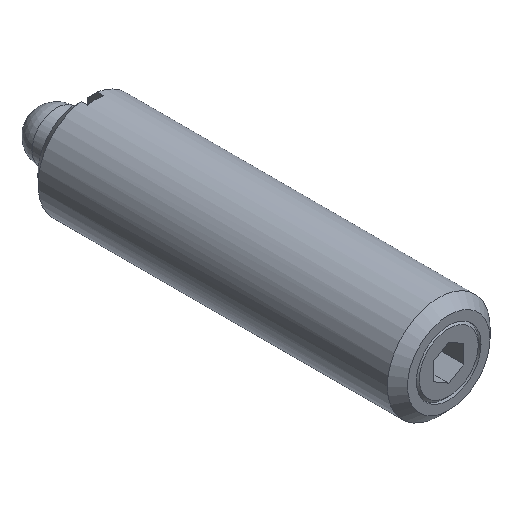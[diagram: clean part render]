
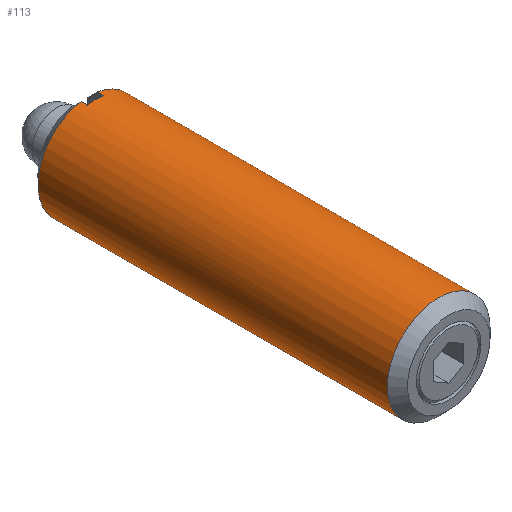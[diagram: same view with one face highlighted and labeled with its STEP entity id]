
A CAD part, isometric view. The second image highlights one B-rep face of the part: STEP entity #113.
In plain terms, the highlighted cylindrical face has radius 2.5 mm (diameter 5 mm), a full revolution.
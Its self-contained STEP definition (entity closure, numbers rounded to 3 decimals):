
#113 = ADVANCED_FACE( '', ( #266, #267 ), #268, .T. );
#266 = FACE_OUTER_BOUND( '', #462, .T. );
#267 = FACE_OUTER_BOUND( '', #463, .T. );
#268 = CYLINDRICAL_SURFACE( '', #464, 2.5 );
#462 = EDGE_LOOP( '', ( #714 ) );
#463 = EDGE_LOOP( '', ( #715, #716, #717, #718, #719, #720, #721, #722, #723, #724, #725, #726, #727, #728, #729, #730 ) );
#464 = AXIS2_PLACEMENT_3D( '', #731, #732, #733 );
#714 = ORIENTED_EDGE( '', *, *, #1104, .F. );
#715 = ORIENTED_EDGE( '', *, *, #1100, .F. );
#716 = ORIENTED_EDGE( '', *, *, #1143, .T. );
#717 = ORIENTED_EDGE( '', *, *, #1144, .T. );
#718 = ORIENTED_EDGE( '', *, *, #1145, .T. );
#719 = ORIENTED_EDGE( '', *, *, #1106, .T. );
#720 = ORIENTED_EDGE( '', *, *, #1146, .F. );
#721 = ORIENTED_EDGE( '', *, *, #1147, .F. );
#722 = ORIENTED_EDGE( '', *, *, #1120, .F. );
#723 = ORIENTED_EDGE( '', *, *, #1148, .T. );
#724 = ORIENTED_EDGE( '', *, *, #1149, .F. );
#725 = ORIENTED_EDGE( '', *, *, #1150, .F. );
#726 = ORIENTED_EDGE( '', *, *, #1151, .F. );
#727 = ORIENTED_EDGE( '', *, *, #1152, .T. );
#728 = ORIENTED_EDGE( '', *, *, #1153, .F. );
#729 = ORIENTED_EDGE( '', *, *, #1154, .F. );
#730 = ORIENTED_EDGE( '', *, *, #1155, .F. );
#731 = CARTESIAN_POINT( '', ( 0., 0., 0. ) );
#732 = DIRECTION( '', ( 0., 1., 0. ) );
#733 = DIRECTION( '', ( 0., 0., -1. ) );
#1100 = EDGE_CURVE( '', #1298, #1300, #1301, .T. );
#1104 = EDGE_CURVE( '', #1306, #1306, #1307, .T. );
#1106 = EDGE_CURVE( '', #1309, #1310, #1311, .T. );
#1120 = EDGE_CURVE( '', #1333, #1335, #1336, .T. );
#1143 = EDGE_CURVE( '', #1298, #1374, #1375, .F. );
#1144 = EDGE_CURVE( '', #1374, #1376, #1377, .F. );
#1145 = EDGE_CURVE( '', #1376, #1309, #1378, .F. );
#1146 = EDGE_CURVE( '', #1379, #1310, #1380, .F. );
#1147 = EDGE_CURVE( '', #1335, #1379, #1381, .T. );
#1148 = EDGE_CURVE( '', #1333, #1382, #1383, .T. );
#1149 = EDGE_CURVE( '', #1384, #1382, #1385, .F. );
#1150 = EDGE_CURVE( '', #1386, #1384, #1387, .T. );
#1151 = EDGE_CURVE( '', #1388, #1386, #1389, .T. );
#1152 = EDGE_CURVE( '', #1388, #1390, #1391, .T. );
#1153 = EDGE_CURVE( '', #1392, #1390, #1393, .F. );
#1154 = EDGE_CURVE( '', #1394, #1392, #1395, .F. );
#1155 = EDGE_CURVE( '', #1300, #1394, #1396, .F. );
#1298 = VERTEX_POINT( '', #1625 );
#1300 = VERTEX_POINT( '', #1628 );
#1301 = CIRCLE( '', #1629, 2.5 );
#1306 = VERTEX_POINT( '', #1635 );
#1307 = CIRCLE( '', #1636, 2.5 );
#1309 = VERTEX_POINT( '', #1638 );
#1310 = VERTEX_POINT( '', #1639 );
#1311 = CIRCLE( '', #1640, 2.5 );
#1333 = VERTEX_POINT( '', #1722 );
#1335 = VERTEX_POINT( '', #1727 );
#1336 = LINE( '', #1728, #1729 );
#1374 = VERTEX_POINT( '', #1791 );
#1375 = LINE( '', #1792, #1793 );
#1376 = VERTEX_POINT( '', #1794 );
#1377 = LINE( '', #1795, #1796 );
#1378 = LINE( '', #1797, #1798 );
#1379 = VERTEX_POINT( '', #1799 );
#1380 = LINE( '', #1800, #1801 );
#1381 = CIRCLE( '', #1802, 2.5 );
#1382 = VERTEX_POINT( '', #1803 );
#1383 = CIRCLE( '', #1804, 2.5 );
#1384 = VERTEX_POINT( '', #1805 );
#1385 = LINE( '', #1806, #1807 );
#1386 = VERTEX_POINT( '', #1808 );
#1387 = CIRCLE( '', #1809, 2.5 );
#1388 = VERTEX_POINT( '', #1810 );
#1389 = LINE( '', #1811, #1812 );
#1390 = VERTEX_POINT( '', #1813 );
#1391 = CIRCLE( '', #1814, 2.5 );
#1392 = VERTEX_POINT( '', #1815 );
#1393 = LINE( '', #1816, #1817 );
#1394 = VERTEX_POINT( '', #1818 );
#1395 = LINE( '', #1819, #1820 );
#1396 = LINE( '', #1821, #1822 );
#1625 = CARTESIAN_POINT( '', ( 2.475, 8., 0.35 ) );
#1628 = CARTESIAN_POINT( '', ( 2.475, 8., -0.35 ) );
#1629 = AXIS2_PLACEMENT_3D( '', #2050, #2051, #2052 );
#1635 = CARTESIAN_POINT( '', ( 0., 0.491, -2.5 ) );
#1636 = AXIS2_PLACEMENT_3D( '', #2057, #2058, #2059 );
#1638 = CARTESIAN_POINT( '', ( 2.475, 17.51, 0.35 ) );
#1639 = CARTESIAN_POINT( '', ( 0.4, 17.51, 2.468 ) );
#1640 = AXIS2_PLACEMENT_3D( '', #2060, #2061, #2062 );
#1722 = CARTESIAN_POINT( '', ( -0.4, 17.51, 2.468 ) );
#1727 = CARTESIAN_POINT( '', ( -0.4, 17.2, 2.468 ) );
#1728 = CARTESIAN_POINT( '', ( -0.4, 0., 2.468 ) );
#1729 = VECTOR( '', #2075, 1000. );
#1791 = CARTESIAN_POINT( '', ( 2.475, 9.4, 0.35 ) );
#1792 = CARTESIAN_POINT( '', ( 2.475, 0., 0.35 ) );
#1793 = VECTOR( '', #2092, 1000. );
#1794 = CARTESIAN_POINT( '', ( 2.475, 16.4, 0.35 ) );
#1795 = CARTESIAN_POINT( '', ( 2.475, 0., 0.35 ) );
#1796 = VECTOR( '', #2093, 1000. );
#1797 = CARTESIAN_POINT( '', ( 2.475, 0., 0.35 ) );
#1798 = VECTOR( '', #2094, 1000. );
#1799 = CARTESIAN_POINT( '', ( 0.4, 17.2, 2.468 ) );
#1800 = CARTESIAN_POINT( '', ( 0.4, 0., 2.468 ) );
#1801 = VECTOR( '', #2095, 1000. );
#1802 = AXIS2_PLACEMENT_3D( '', #2096, #2097, #2098 );
#1803 = CARTESIAN_POINT( '', ( -0.4, 17.51, -2.468 ) );
#1804 = AXIS2_PLACEMENT_3D( '', #2099, #2100, #2101 );
#1805 = CARTESIAN_POINT( '', ( -0.4, 17.2, -2.468 ) );
#1806 = CARTESIAN_POINT( '', ( -0.4, 0., -2.468 ) );
#1807 = VECTOR( '', #2102, 1000. );
#1808 = CARTESIAN_POINT( '', ( 0.4, 17.2, -2.468 ) );
#1809 = AXIS2_PLACEMENT_3D( '', #2103, #2104, #2105 );
#1810 = CARTESIAN_POINT( '', ( 0.4, 17.51, -2.468 ) );
#1811 = CARTESIAN_POINT( '', ( 0.4, 0., -2.468 ) );
#1812 = VECTOR( '', #2106, 1000. );
#1813 = CARTESIAN_POINT( '', ( 2.475, 17.51, -0.35 ) );
#1814 = AXIS2_PLACEMENT_3D( '', #2107, #2108, #2109 );
#1815 = CARTESIAN_POINT( '', ( 2.475, 16.4, -0.35 ) );
#1816 = CARTESIAN_POINT( '', ( 2.475, 0., -0.35 ) );
#1817 = VECTOR( '', #2110, 1000. );
#1818 = CARTESIAN_POINT( '', ( 2.475, 9.4, -0.35 ) );
#1819 = CARTESIAN_POINT( '', ( 2.475, 0., -0.35 ) );
#1820 = VECTOR( '', #2111, 1000. );
#1821 = CARTESIAN_POINT( '', ( 2.475, 0., -0.35 ) );
#1822 = VECTOR( '', #2112, 1000. );
#2050 = CARTESIAN_POINT( '', ( 0., 8., 0. ) );
#2051 = DIRECTION( '', ( 0., 1., 0. ) );
#2052 = DIRECTION( '', ( 0., 0., 1. ) );
#2057 = CARTESIAN_POINT( '', ( 0., 0.491, 0. ) );
#2058 = DIRECTION( '', ( 0., -1., 0. ) );
#2059 = DIRECTION( '', ( 0., 0., -1. ) );
#2060 = CARTESIAN_POINT( '', ( 0., 17.51, 0. ) );
#2061 = DIRECTION( '', ( 0., -1., 0. ) );
#2062 = DIRECTION( '', ( 0., 0., -1. ) );
#2075 = DIRECTION( '', ( 0., -1., 0. ) );
#2092 = DIRECTION( '', ( 0., -1., 0. ) );
#2093 = DIRECTION( '', ( 0., -1., 0. ) );
#2094 = DIRECTION( '', ( 0., -1., 0. ) );
#2095 = DIRECTION( '', ( 0., -1., 0. ) );
#2096 = CARTESIAN_POINT( '', ( 0., 17.2, 0. ) );
#2097 = DIRECTION( '', ( 0., 1., 0. ) );
#2098 = DIRECTION( '', ( 0., 0., 1. ) );
#2099 = CARTESIAN_POINT( '', ( 0., 17.51, 0. ) );
#2100 = DIRECTION( '', ( 0., -1., 0. ) );
#2101 = DIRECTION( '', ( 0., 0., -1. ) );
#2102 = DIRECTION( '', ( 0., -1., 0. ) );
#2103 = CARTESIAN_POINT( '', ( 0., 17.2, 0. ) );
#2104 = DIRECTION( '', ( 0., 1., 0. ) );
#2105 = DIRECTION( '', ( 0., 0., 1. ) );
#2106 = DIRECTION( '', ( 0., -1., 0. ) );
#2107 = CARTESIAN_POINT( '', ( 0., 17.51, 0. ) );
#2108 = DIRECTION( '', ( 0., -1., 0. ) );
#2109 = DIRECTION( '', ( 0., 0., -1. ) );
#2110 = DIRECTION( '', ( 0., -1., 0. ) );
#2111 = DIRECTION( '', ( 0., -1., 0. ) );
#2112 = DIRECTION( '', ( 0., -1., 0. ) );
